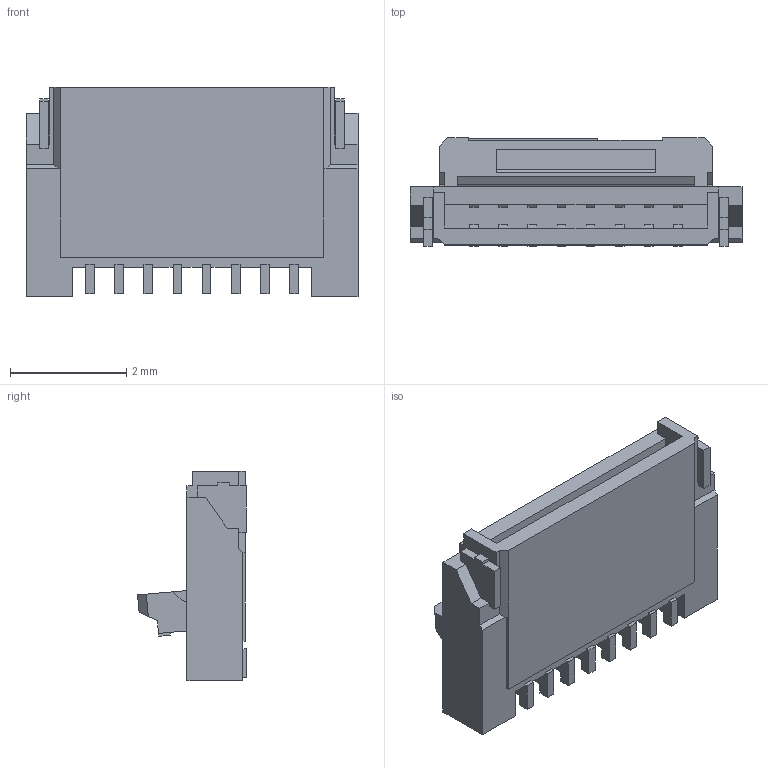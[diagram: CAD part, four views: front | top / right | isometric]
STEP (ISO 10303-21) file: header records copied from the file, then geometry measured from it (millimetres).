
FILE_DESCRIPTION((''),'2;1');
FILE_NAME('5034800800','2020-07-30T',('gga'),(''),'PRO/ENGINEER BY PARAMETRIC TECHNOLOGY CORPORATION, 2016010','PRO/ENGINEER BY PARAMETRIC TECHNOLOGY CORPORATION, 2016010','');
FILE_SCHEMA(('CONFIG_CONTROL_DESIGN'));
Length unit declared in the file: millimetre
Products named in the file (1): 5034800800
Bounding box: 5.7 x 1.87 x 3.6 mm (x, y, z)
Volume: 13.5 mm3; surface area: 102.4 mm2
Topology: 1 solids, 1 shells, 399 faces, 1152 edges, 780 vertices
Faces by surface type: plane 366, cylinder 33
Entity records: 12917 total; most frequent: CARTESIAN_POINT 2292, ORIENTED_EDGE 2224, DIRECTION 2022, EDGE_CURVE 1112, VECTOR 1082, LINE 1082, VERTEX_POINT 740, AXIS2_PLACEMENT_3D 470
